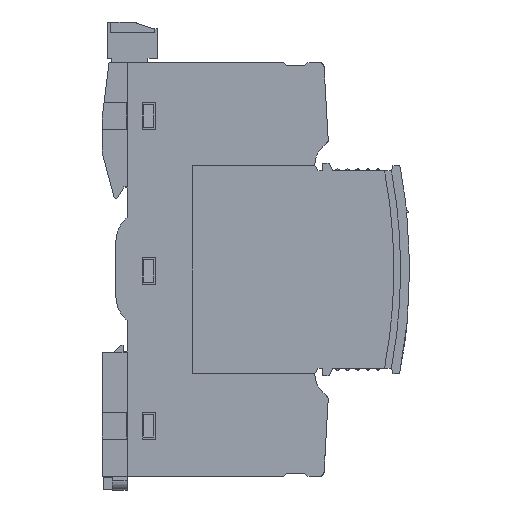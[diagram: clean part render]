
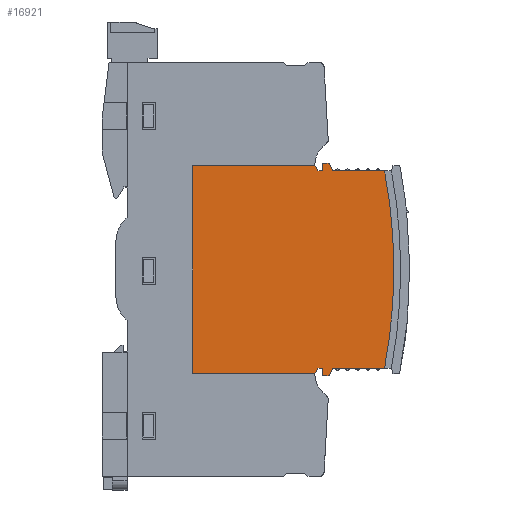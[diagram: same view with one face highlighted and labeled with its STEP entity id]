
A CAD part, top view. The second image highlights one B-rep face of the part: STEP entity #16921.
In plain terms, the highlighted planar face has unit normal (0, 0, 1).
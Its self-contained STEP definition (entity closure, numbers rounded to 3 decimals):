
#992 = EDGE_LOOP ( 'NONE', ( #16842, #33177, #20083, #8720, #9482, #21974, #15400, #20477, #9970, #9657, #19395, #18451, #18089, #18040, #5787, #20394, #41511 ) ) ;
#1602 = DIRECTION ( 'NONE',  ( -1., 0., 0. ) ) ;
#1606 = CARTESIAN_POINT ( 'NONE',  ( 64.485, 45.75, 18. ) ) ;
#1969 = EDGE_CURVE ( 'NONE', #9545, #42238, #22975, .T. ) ;
#2067 = AXIS2_PLACEMENT_3D ( 'NONE', #32526, #3059, #16131 ) ;
#2087 = CARTESIAN_POINT ( 'NONE',  ( 47.7, 67.55, 18. ) ) ;
#2177 = EDGE_CURVE ( 'NONE', #12205, #40635, #34646, .T. ) ;
#2181 = DIRECTION ( 'NONE',  ( 0., -1., 0. ) ) ;
#2524 = LINE ( 'NONE', #25380, #4131 ) ;
#2851 = DIRECTION ( 'NONE',  ( 0., 0., -1. ) ) ;
#3059 = DIRECTION ( 'NONE',  ( 0., 0., -1. ) ) ;
#3325 = EDGE_CURVE ( 'NONE', #16006, #27011, #28237, .T. ) ;
#3519 = CARTESIAN_POINT ( 'NONE',  ( 20., 68.75, 18. ) ) ;
#3948 = CARTESIAN_POINT ( 'NONE',  ( 47.007, 22.75, 18. ) ) ;
#4131 = VECTOR ( 'NONE', #16649, 1000. ) ;
#4339 = CARTESIAN_POINT ( 'NONE',  ( 62.427, 23.95, 18. ) ) ;
#4757 = VECTOR ( 'NONE', #2181, 1000. ) ;
#4786 = EDGE_CURVE ( 'NONE', #32957, #40635, #28294, .T. ) ;
#4996 = CARTESIAN_POINT ( 'NONE',  ( 48.7, 67.55, 18. ) ) ;
#5528 = EDGE_CURVE ( 'NONE', #42238, #25010, #22146, .T. ) ;
#5787 = ORIENTED_EDGE ( 'NONE', *, *, #16556, .T. ) ;
#6380 = CARTESIAN_POINT ( 'NONE',  ( -52., 45.75, 18. ) ) ;
#6693 = CARTESIAN_POINT ( 'NONE',  ( 50.2, 69.25, 18. ) ) ;
#8720 = ORIENTED_EDGE ( 'NONE', *, *, #17380, .T. ) ;
#8940 = CARTESIAN_POINT ( 'NONE',  ( 62.427, 67.55, 18. ) ) ;
#9084 = AXIS2_PLACEMENT_3D ( 'NONE', #6380, #9375, #32824 ) ;
#9375 = DIRECTION ( 'NONE',  ( 0., 0., 1. ) ) ;
#9482 = ORIENTED_EDGE ( 'NONE', *, *, #1969, .T. ) ;
#9502 = CARTESIAN_POINT ( 'NONE',  ( -52., 45.75, 18. ) ) ;
#9545 = VERTEX_POINT ( 'NONE', #13848 ) ;
#9657 = ORIENTED_EDGE ( 'NONE', *, *, #16861, .T. ) ;
#9695 = LINE ( 'NONE', #42090, #34440 ) ;
#9970 = ORIENTED_EDGE ( 'NONE', *, *, #3325, .T. ) ;
#11171 = CARTESIAN_POINT ( 'NONE',  ( 47.7, 23.95, 18. ) ) ;
#11376 = LINE ( 'NONE', #27150, #14513 ) ;
#11590 = LINE ( 'NONE', #38004, #12440 ) ;
#12087 = CARTESIAN_POINT ( 'NONE',  ( 50.993, 23.95, 18. ) ) ;
#12093 = CARTESIAN_POINT ( 'NONE',  ( 48.7, 23.95, 18. ) ) ;
#12205 = VERTEX_POINT ( 'NONE', #1606 ) ;
#12440 = VECTOR ( 'NONE', #28637, 1000. ) ;
#13176 = DIRECTION ( 'NONE',  ( 0.5, 0.866, 0. ) ) ;
#13811 = VERTEX_POINT ( 'NONE', #29668 ) ;
#13848 = CARTESIAN_POINT ( 'NONE',  ( 48.7, 69.25, 18. ) ) ;
#14157 = LINE ( 'NONE', #30161, #30215 ) ;
#14273 = CARTESIAN_POINT ( 'NONE',  ( 48.7, 23.95, 18. ) ) ;
#14513 = VECTOR ( 'NONE', #17785, 1000. ) ;
#14681 = EDGE_CURVE ( 'NONE', #26070, #13811, #2524, .T. ) ;
#14913 = DIRECTION ( 'NONE',  ( -1., 0., 0. ) ) ;
#14947 = CARTESIAN_POINT ( 'NONE',  ( 48.7, 22.25, 18. ) ) ;
#14982 = EDGE_CURVE ( 'NONE', #34222, #24471, #16803, .T. ) ;
#15400 = ORIENTED_EDGE ( 'NONE', *, *, #17889, .T. ) ;
#16006 = VERTEX_POINT ( 'NONE', #3519 ) ;
#16131 = DIRECTION ( 'NONE',  ( 1., 0., 0. ) ) ;
#16289 = VECTOR ( 'NONE', #14913, 1000. ) ;
#16483 = EDGE_CURVE ( 'NONE', #24471, #22853, #11376, .T. ) ;
#16556 = EDGE_CURVE ( 'NONE', #21322, #32957, #11590, .T. ) ;
#16649 = DIRECTION ( 'NONE',  ( -1., 0., 0. ) ) ;
#16803 = LINE ( 'NONE', #3948, #32775 ) ;
#16842 = ORIENTED_EDGE ( 'NONE', *, *, #30218, .F. ) ;
#16861 = EDGE_CURVE ( 'NONE', #27011, #34222, #23016, .T. ) ;
#16921 = ADVANCED_FACE ( 'NONE', ( #41787 ), #22379, .T. ) ;
#17380 = EDGE_CURVE ( 'NONE', #25293, #9545, #14157, .T. ) ;
#17595 = VECTOR ( 'NONE', #40652, 1000. ) ;
#17785 = DIRECTION ( 'NONE',  ( 1., 0., 0. ) ) ;
#17889 = EDGE_CURVE ( 'NONE', #25010, #23014, #28806, .T. ) ;
#18040 = ORIENTED_EDGE ( 'NONE', *, *, #24389, .T. ) ;
#18089 = ORIENTED_EDGE ( 'NONE', *, *, #40397, .T. ) ;
#18451 = ORIENTED_EDGE ( 'NONE', *, *, #16483, .T. ) ;
#19395 = ORIENTED_EDGE ( 'NONE', *, *, #14982, .T. ) ;
#19721 = DIRECTION ( 'NONE',  ( -0.423, 0.906, 0. ) ) ;
#20083 = ORIENTED_EDGE ( 'NONE', *, *, #38922, .T. ) ;
#20394 = ORIENTED_EDGE ( 'NONE', *, *, #4786, .T. ) ;
#20477 = ORIENTED_EDGE ( 'NONE', *, *, #40366, .T. ) ;
#20496 = CIRCLE ( 'NONE', #2067, 116.485 ) ;
#21322 = VERTEX_POINT ( 'NONE', #38267 ) ;
#21325 = CARTESIAN_POINT ( 'NONE',  ( 47.7, 67.55, 18. ) ) ;
#21974 = ORIENTED_EDGE ( 'NONE', *, *, #5528, .T. ) ;
#22146 = LINE ( 'NONE', #2087, #16289 ) ;
#22379 = PLANE ( 'NONE',  #9084 ) ;
#22383 = VECTOR ( 'NONE', #28547, 1000. ) ;
#22853 = VERTEX_POINT ( 'NONE', #14273 ) ;
#22909 = LINE ( 'NONE', #6693, #28392 ) ;
#22975 = LINE ( 'NONE', #35979, #22383 ) ;
#23014 = VERTEX_POINT ( 'NONE', #28132 ) ;
#23016 = LINE ( 'NONE', #35165, #28820 ) ;
#24252 = CARTESIAN_POINT ( 'NONE',  ( 20., 68.75, 18. ) ) ;
#24389 = EDGE_CURVE ( 'NONE', #34381, #21322, #9695, .T. ) ;
#24399 = CARTESIAN_POINT ( 'NONE',  ( 20., 68.75, 18. ) ) ;
#24434 = AXIS2_PLACEMENT_3D ( 'NONE', #9502, #2851, #32306 ) ;
#24471 = VERTEX_POINT ( 'NONE', #11171 ) ;
#25010 = VERTEX_POINT ( 'NONE', #21325 ) ;
#25181 = VECTOR ( 'NONE', #32204, 1000. ) ;
#25293 = VERTEX_POINT ( 'NONE', #27630 ) ;
#25380 = CARTESIAN_POINT ( 'NONE',  ( 50.993, 67.55, 18. ) ) ;
#26070 = VERTEX_POINT ( 'NONE', #8940 ) ;
#26953 = DIRECTION ( 'NONE',  ( -1., 0., 0. ) ) ;
#26957 = CARTESIAN_POINT ( 'NONE',  ( 50.993, 23.95, 18. ) ) ;
#27011 = VERTEX_POINT ( 'NONE', #40885 ) ;
#27150 = CARTESIAN_POINT ( 'NONE',  ( 47.7, 23.95, 18. ) ) ;
#27630 = CARTESIAN_POINT ( 'NONE',  ( 50.2, 69.25, 18. ) ) ;
#28132 = CARTESIAN_POINT ( 'NONE',  ( 47.007, 68.75, 18. ) ) ;
#28237 = LINE ( 'NONE', #24399, #4757 ) ;
#28294 = LINE ( 'NONE', #12087, #37452 ) ;
#28392 = VECTOR ( 'NONE', #19721, 1000. ) ;
#28547 = DIRECTION ( 'NONE',  ( 0., -1., 0. ) ) ;
#28637 = DIRECTION ( 'NONE',  ( 0.423, 0.906, 0. ) ) ;
#28806 = LINE ( 'NONE', #32397, #25181 ) ;
#28820 = VECTOR ( 'NONE', #32197, 1000. ) ;
#28897 = DIRECTION ( 'NONE',  ( 1., 0., 0. ) ) ;
#29668 = CARTESIAN_POINT ( 'NONE',  ( 50.993, 67.55, 18. ) ) ;
#30161 = CARTESIAN_POINT ( 'NONE',  ( 48.7, 69.25, 18. ) ) ;
#30215 = VECTOR ( 'NONE', #26953, 1000. ) ;
#30218 = EDGE_CURVE ( 'NONE', #26070, #12205, #20496, .T. ) ;
#31491 = LINE ( 'NONE', #24252, #42105 ) ;
#32197 = DIRECTION ( 'NONE',  ( 1., 0., 0. ) ) ;
#32204 = DIRECTION ( 'NONE',  ( -0.5, 0.866, 0. ) ) ;
#32306 = DIRECTION ( 'NONE',  ( 1., 0., 0. ) ) ;
#32397 = CARTESIAN_POINT ( 'NONE',  ( 47.007, 68.75, 18. ) ) ;
#32526 = CARTESIAN_POINT ( 'NONE',  ( -52., 45.75, 18. ) ) ;
#32775 = VECTOR ( 'NONE', #13176, 1000. ) ;
#32824 = DIRECTION ( 'NONE',  ( 1., 0., 0. ) ) ;
#32957 = VERTEX_POINT ( 'NONE', #26957 ) ;
#33177 = ORIENTED_EDGE ( 'NONE', *, *, #14681, .T. ) ;
#34222 = VERTEX_POINT ( 'NONE', #35873 ) ;
#34381 = VERTEX_POINT ( 'NONE', #14947 ) ;
#34440 = VECTOR ( 'NONE', #28897, 1000. ) ;
#34455 = LINE ( 'NONE', #12093, #17595 ) ;
#34646 = CIRCLE ( 'NONE', #24434, 116.485 ) ;
#35165 = CARTESIAN_POINT ( 'NONE',  ( 20., 22.75, 18. ) ) ;
#35873 = CARTESIAN_POINT ( 'NONE',  ( 47.007, 22.75, 18. ) ) ;
#35979 = CARTESIAN_POINT ( 'NONE',  ( 48.7, 67.55, 18. ) ) ;
#37452 = VECTOR ( 'NONE', #38297, 1000. ) ;
#38004 = CARTESIAN_POINT ( 'NONE',  ( 50.2, 22.25, 18. ) ) ;
#38267 = CARTESIAN_POINT ( 'NONE',  ( 50.2, 22.25, 18. ) ) ;
#38297 = DIRECTION ( 'NONE',  ( 1., 0., 0. ) ) ;
#38922 = EDGE_CURVE ( 'NONE', #13811, #25293, #22909, .T. ) ;
#40366 = EDGE_CURVE ( 'NONE', #23014, #16006, #31491, .T. ) ;
#40397 = EDGE_CURVE ( 'NONE', #22853, #34381, #34455, .T. ) ;
#40635 = VERTEX_POINT ( 'NONE', #4339 ) ;
#40652 = DIRECTION ( 'NONE',  ( 0., -1., 0. ) ) ;
#40885 = CARTESIAN_POINT ( 'NONE',  ( 20., 22.75, 18. ) ) ;
#41511 = ORIENTED_EDGE ( 'NONE', *, *, #2177, .F. ) ;
#41787 = FACE_OUTER_BOUND ( 'NONE', #992, .T. ) ;
#42090 = CARTESIAN_POINT ( 'NONE',  ( 48.7, 22.25, 18. ) ) ;
#42105 = VECTOR ( 'NONE', #1602, 1000. ) ;
#42238 = VERTEX_POINT ( 'NONE', #4996 ) ;
